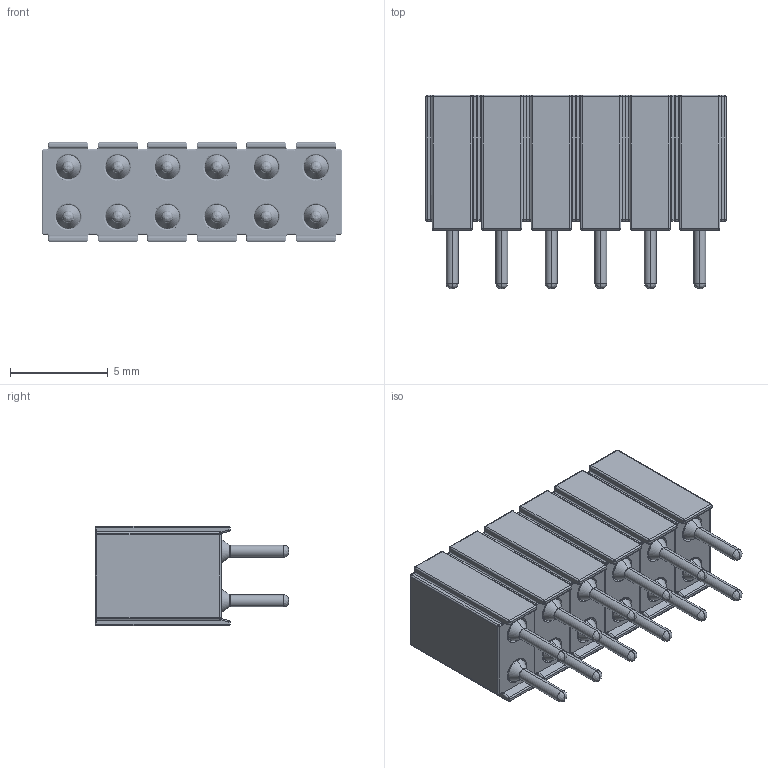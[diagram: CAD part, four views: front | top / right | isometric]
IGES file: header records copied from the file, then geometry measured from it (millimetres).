
Start section: SolidWorks IGES file using analytic representation for surfaces
Global section: file name: 803-xx-012-10-004000.IGS; native system: SolidWorks 2014; preprocessor: SolidWorks 2014; author: susan_ahlfs; date: 180723.083517; units: millimetre
Bounding box: 15.4 x 9.92 x 5.08 mm (x, y, z)
Surface area: 1830.8 mm2 (no closed solid volume)
Topology: 0 solids, 0 shells, 2502 faces, 15408 edges, 15158 vertices
Faces by surface type: bspline 1338, revolution 1164
